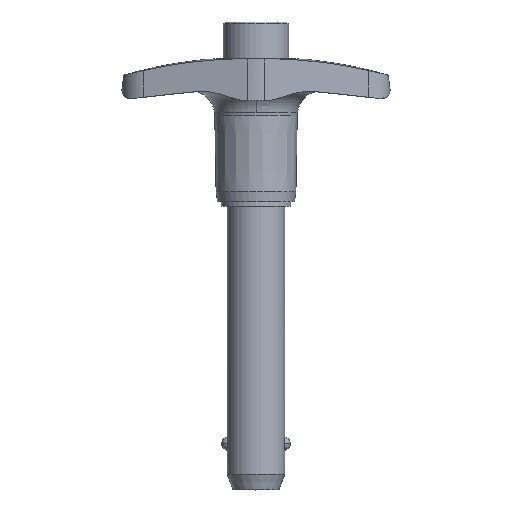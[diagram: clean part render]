
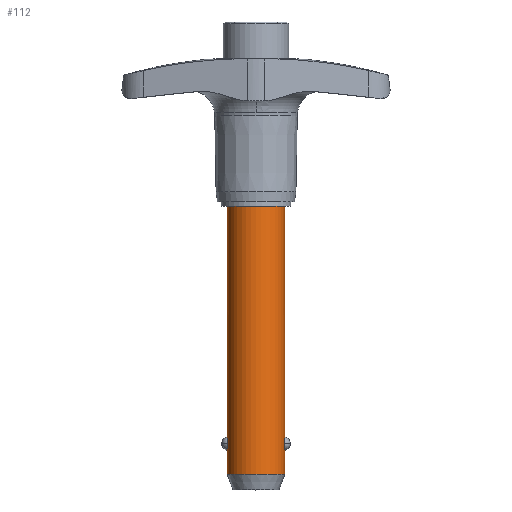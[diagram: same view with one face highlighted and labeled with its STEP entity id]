
A CAD part, top view. The second image highlights one B-rep face of the part: STEP entity #112.
In plain terms, the highlighted cylindrical face has radius 6.35 mm (diameter 12.7 mm), a partial arc.
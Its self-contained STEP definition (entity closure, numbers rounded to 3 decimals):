
#112=ADVANCED_FACE('',(#278),#279,.T.);
#278=FACE_OUTER_BOUND('',#501,.T.);
#279=CYLINDRICAL_SURFACE('',#502,6.35);
#501=EDGE_LOOP('',(#788,#789,#790,#791,#792,#793,#794,#795,#796,#797));
#502=AXIS2_PLACEMENT_3D('',#798,#799,#800);
#788=ORIENTED_EDGE('',*,*,#1429,.T.);
#789=ORIENTED_EDGE('',*,*,#1430,.T.);
#790=ORIENTED_EDGE('',*,*,#1431,.T.);
#791=ORIENTED_EDGE('',*,*,#1432,.T.);
#792=ORIENTED_EDGE('',*,*,#1433,.F.);
#793=ORIENTED_EDGE('',*,*,#1434,.T.);
#794=ORIENTED_EDGE('',*,*,#1435,.T.);
#795=ORIENTED_EDGE('',*,*,#1436,.T.);
#796=ORIENTED_EDGE('',*,*,#1437,.T.);
#797=ORIENTED_EDGE('',*,*,#1438,.T.);
#798=CARTESIAN_POINT('',(0.0,-31.242,0.0));
#799=DIRECTION('',(-0.0,1.0,0.0));
#800=DIRECTION('',(1.0,0.0,0.0));
#1429=EDGE_CURVE('',#1748,#1749,#1750,.T.);
#1430=EDGE_CURVE('',#1749,#1751,#1752,.T.);
#1431=EDGE_CURVE('',#1751,#1753,#1754,.T.);
#1432=EDGE_CURVE('',#1753,#1755,#1756,.T.);
#1433=EDGE_CURVE('',#1757,#1755,#1758,.T.);
#1434=EDGE_CURVE('',#1757,#1759,#1760,.T.);
#1435=EDGE_CURVE('',#1759,#1761,#1762,.T.);
#1436=EDGE_CURVE('',#1761,#1763,#1764,.T.);
#1437=EDGE_CURVE('',#1763,#1765,#1766,.T.);
#1438=EDGE_CURVE('',#1765,#1748,#1767,.T.);
#1748=VERTEX_POINT('',#2564);
#1749=VERTEX_POINT('',#2565);
#1750=LINE('',#2566,#2567);
#1751=VERTEX_POINT('',#2568);
#1752=B_SPLINE_CURVE_WITH_KNOTS('',3,(#2569,#2570,#2571,#2572,#2573,#2574,#2575,#2576,#2577,#2578,#2579,#2580,#2581,#2582),.UNSPECIFIED.,.F.,.F.,(4,2,2,2,2,2,4),(2.221,2.596,2.971,3.2,3.429,3.935,4.442),.UNSPECIFIED.);
#1753=VERTEX_POINT('',#2583);
#1754=B_SPLINE_CURVE_WITH_KNOTS('',3,(#2584,#2585,#2586,#2587,#2588,#2589,#2590,#2591,#2592,#2593,#2594,#2595,#2596,#2597),.UNSPECIFIED.,.F.,.F.,(4,2,2,2,2,2,4),(4.442,4.948,5.455,5.684,5.912,6.288,6.663),.UNSPECIFIED.);
#1755=VERTEX_POINT('',#2598);
#1756=LINE('',#2599,#2600);
#1757=VERTEX_POINT('',#2601);
#1758=CIRCLE('',#2602,6.35);
#1759=VERTEX_POINT('',#2603);
#1760=LINE('',#2604,#2605);
#1761=VERTEX_POINT('',#2606);
#1762=B_SPLINE_CURVE_WITH_KNOTS('',3,(#2607,#2608,#2609,#2610,#2611,#2612,#2613,#2614,#2615,#2616,#2617,#2618,#2619,#2620),.UNSPECIFIED.,.F.,.F.,(4,2,2,2,2,2,4),(6.663,7.038,7.413,7.642,7.871,8.377,8.884),.UNSPECIFIED.);
#1763=VERTEX_POINT('',#2621);
#1764=B_SPLINE_CURVE_WITH_KNOTS('',3,(#2622,#2623,#2624,#2625,#2626,#2627,#2628,#2629,#2630,#2631,#2632,#2633,#2634,#2635),.UNSPECIFIED.,.F.,.F.,(4,2,2,2,2,2,4),(0.0,0.507,1.013,1.242,1.471,1.846,2.221),.UNSPECIFIED.);
#1765=VERTEX_POINT('',#2636);
#1766=LINE('',#2637,#2638);
#1767=CIRCLE('',#2639,6.35);
#2564=CARTESIAN_POINT('',(6.35,-58.979,0.0));
#2565=CARTESIAN_POINT('',(6.35,-53.737,0.));
#2566=CARTESIAN_POINT('',(6.35,-31.242,0.));
#2567=VECTOR('',#3990,1.0);
#2568=CARTESIAN_POINT('',(6.172,-52.268,1.495));
#2569=CARTESIAN_POINT('',(6.35,-53.737,0.0));
#2570=CARTESIAN_POINT('',(6.35,-53.737,0.125));
#2571=CARTESIAN_POINT('',(6.346,-53.721,0.261));
#2572=CARTESIAN_POINT('',(6.33,-53.652,0.522));
#2573=CARTESIAN_POINT('',(6.318,-53.599,0.648));
#2574=CARTESIAN_POINT('',(6.297,-53.5,0.822));
#2575=CARTESIAN_POINT('',(6.288,-53.453,0.891));
#2576=CARTESIAN_POINT('',(6.268,-53.349,1.019));
#2577=CARTESIAN_POINT('',(6.258,-53.291,1.079));
#2578=CARTESIAN_POINT('',(6.229,-53.109,1.24));
#2579=CARTESIAN_POINT('',(6.208,-52.954,1.336));
#2580=CARTESIAN_POINT('',(6.179,-52.618,1.464));
#2581=CARTESIAN_POINT('',(6.172,-52.437,1.495));
#2582=CARTESIAN_POINT('',(6.172,-52.268,1.495));
#2583=CARTESIAN_POINT('',(6.35,-50.8,0.));
#2584=CARTESIAN_POINT('',(6.172,-52.268,1.495));
#2585=CARTESIAN_POINT('',(6.172,-52.1,1.495));
#2586=CARTESIAN_POINT('',(6.179,-51.919,1.464));
#2587=CARTESIAN_POINT('',(6.208,-51.583,1.336));
#2588=CARTESIAN_POINT('',(6.229,-51.428,1.24));
#2589=CARTESIAN_POINT('',(6.258,-51.246,1.079));
#2590=CARTESIAN_POINT('',(6.268,-51.188,1.019));
#2591=CARTESIAN_POINT('',(6.288,-51.083,0.891));
#2592=CARTESIAN_POINT('',(6.297,-51.037,0.822));
#2593=CARTESIAN_POINT('',(6.318,-50.938,0.648));
#2594=CARTESIAN_POINT('',(6.33,-50.885,0.522));
#2595=CARTESIAN_POINT('',(6.346,-50.816,0.261));
#2596=CARTESIAN_POINT('',(6.35,-50.8,0.125));
#2597=CARTESIAN_POINT('',(6.35,-50.8,0.));
#2598=CARTESIAN_POINT('',(6.35,0.0,0.0));
#2599=CARTESIAN_POINT('',(6.35,-31.242,0.));
#2600=VECTOR('',#3991,1.0);
#2601=CARTESIAN_POINT('',(-6.35,0.0,0.));
#2602=AXIS2_PLACEMENT_3D('',#3992,#3993,#3994);
#2603=CARTESIAN_POINT('',(-6.35,-50.8,0.));
#2604=CARTESIAN_POINT('',(-6.35,-31.242,0.));
#2605=VECTOR('',#3995,1.0);
#2606=CARTESIAN_POINT('',(-6.172,-52.268,1.495));
#2607=CARTESIAN_POINT('',(-6.35,-50.8,0.));
#2608=CARTESIAN_POINT('',(-6.35,-50.8,0.125));
#2609=CARTESIAN_POINT('',(-6.346,-50.816,0.261));
#2610=CARTESIAN_POINT('',(-6.33,-50.885,0.522));
#2611=CARTESIAN_POINT('',(-6.318,-50.938,0.648));
#2612=CARTESIAN_POINT('',(-6.297,-51.037,0.822));
#2613=CARTESIAN_POINT('',(-6.288,-51.083,0.891));
#2614=CARTESIAN_POINT('',(-6.268,-51.188,1.019));
#2615=CARTESIAN_POINT('',(-6.258,-51.246,1.079));
#2616=CARTESIAN_POINT('',(-6.229,-51.428,1.24));
#2617=CARTESIAN_POINT('',(-6.208,-51.583,1.336));
#2618=CARTESIAN_POINT('',(-6.179,-51.919,1.464));
#2619=CARTESIAN_POINT('',(-6.172,-52.1,1.495));
#2620=CARTESIAN_POINT('',(-6.172,-52.268,1.495));
#2621=CARTESIAN_POINT('',(-6.35,-53.737,0.));
#2622=CARTESIAN_POINT('',(-6.172,-52.268,1.495));
#2623=CARTESIAN_POINT('',(-6.172,-52.437,1.495));
#2624=CARTESIAN_POINT('',(-6.179,-52.618,1.464));
#2625=CARTESIAN_POINT('',(-6.208,-52.954,1.336));
#2626=CARTESIAN_POINT('',(-6.229,-53.109,1.24));
#2627=CARTESIAN_POINT('',(-6.258,-53.291,1.079));
#2628=CARTESIAN_POINT('',(-6.268,-53.349,1.019));
#2629=CARTESIAN_POINT('',(-6.288,-53.453,0.891));
#2630=CARTESIAN_POINT('',(-6.297,-53.5,0.822));
#2631=CARTESIAN_POINT('',(-6.318,-53.599,0.648));
#2632=CARTESIAN_POINT('',(-6.33,-53.652,0.522));
#2633=CARTESIAN_POINT('',(-6.346,-53.721,0.261));
#2634=CARTESIAN_POINT('',(-6.35,-53.737,0.125));
#2635=CARTESIAN_POINT('',(-6.35,-53.737,0.));
#2636=CARTESIAN_POINT('',(-6.35,-58.979,0.));
#2637=CARTESIAN_POINT('',(-6.35,-31.242,0.));
#2638=VECTOR('',#3996,1.0);
#2639=AXIS2_PLACEMENT_3D('',#3997,#3998,#3999);
#3990=DIRECTION('',(0.0,1.0,0.0));
#3991=DIRECTION('',(0.0,1.0,0.0));
#3992=CARTESIAN_POINT('',(0.0,0.0,0.0));
#3993=DIRECTION('',(-0.0,1.0,0.0));
#3994=DIRECTION('',(1.0,0.0,0.0));
#3995=DIRECTION('',(-0.0,-1.0,-0.0));
#3996=DIRECTION('',(-0.0,-1.0,-0.0));
#3997=CARTESIAN_POINT('',(0.0,-58.979,0.0));
#3998=DIRECTION('',(0.,1.0,0.0));
#3999=DIRECTION('',(1.0,0.,0.0));
